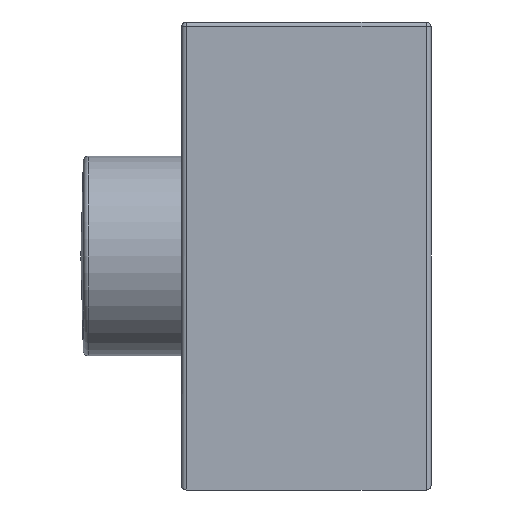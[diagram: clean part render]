
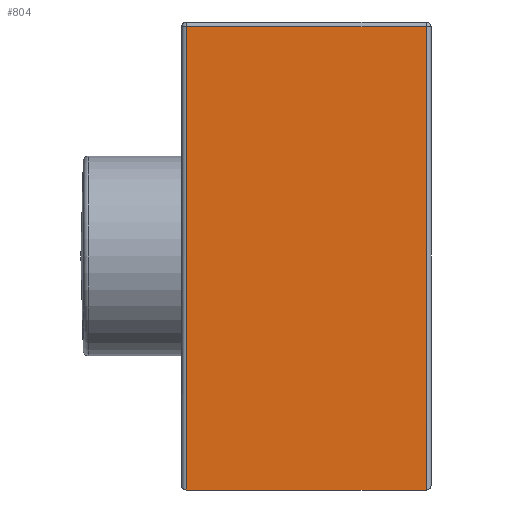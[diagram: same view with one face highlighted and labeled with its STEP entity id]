
A CAD part, left-side view. The second image highlights one B-rep face of the part: STEP entity #804.
In plain terms, the highlighted planar face has unit normal (-1, 0, 0).
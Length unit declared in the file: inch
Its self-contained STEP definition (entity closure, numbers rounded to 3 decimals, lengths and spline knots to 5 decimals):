
#18=PLANE('',#894);
#48=LINE('',#1228,#120);
#50=LINE('',#1232,#122);
#63=LINE('',#1267,#135);
#64=LINE('',#1269,#136);
#120=VECTOR('',#992,0.3937);
#122=VECTOR('',#996,0.3937);
#135=VECTOR('',#1039,0.3937);
#136=VECTOR('',#1042,0.3937);
#221=FACE_OUTER_BOUND('',#269,.T.);
#269=EDGE_LOOP('',(#575,#576,#577,#578));
#338=VERTEX_POINT('',#1188);
#344=VERTEX_POINT('',#1202);
#349=VERTEX_POINT('',#1221);
#352=VERTEX_POINT('',#1231);
#423=EDGE_CURVE('',#349,#338,#48,.T.);
#425=EDGE_CURVE('',#352,#349,#50,.T.);
#445=EDGE_CURVE('',#338,#344,#63,.T.);
#446=EDGE_CURVE('',#344,#352,#64,.T.);
#575=ORIENTED_EDGE('',*,*,#445,.F.);
#576=ORIENTED_EDGE('',*,*,#423,.F.);
#577=ORIENTED_EDGE('',*,*,#425,.F.);
#578=ORIENTED_EDGE('',*,*,#446,.F.);
#804=ADVANCED_FACE('',(#221),#18,.T.);
#894=AXIS2_PLACEMENT_3D('',#1268,#1040,#1041);
#992=DIRECTION('',(0.,-1.,0.));
#996=DIRECTION('',(0.,0.,1.));
#1039=DIRECTION('',(0.,0.,-1.));
#1040=DIRECTION('center_axis',(-1.,0.,0.));
#1041=DIRECTION('ref_axis',(0.,0.,1.));
#1042=DIRECTION('',(0.,1.,0.));
#1188=CARTESIAN_POINT('',(-0.44623,-0.20054,0.235));
#1202=CARTESIAN_POINT('',(-0.44623,-0.20054,-0.24));
#1221=CARTESIAN_POINT('',(-0.44623,0.04546,0.235));
#1228=CARTESIAN_POINT('',(-0.44623,-0.20554,0.235));
#1231=CARTESIAN_POINT('',(-0.44623,0.04546,-0.24));
#1232=CARTESIAN_POINT('',(-0.44623,0.04546,-0.12));
#1267=CARTESIAN_POINT('',(-0.44623,-0.20054,-0.12));
#1268=CARTESIAN_POINT('Origin',(-0.44623,-0.20554,-0.24));
#1269=CARTESIAN_POINT('',(-0.44623,-0.20554,-0.24));
